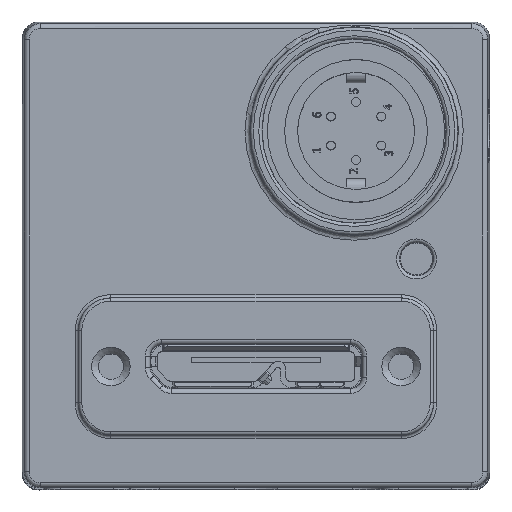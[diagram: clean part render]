
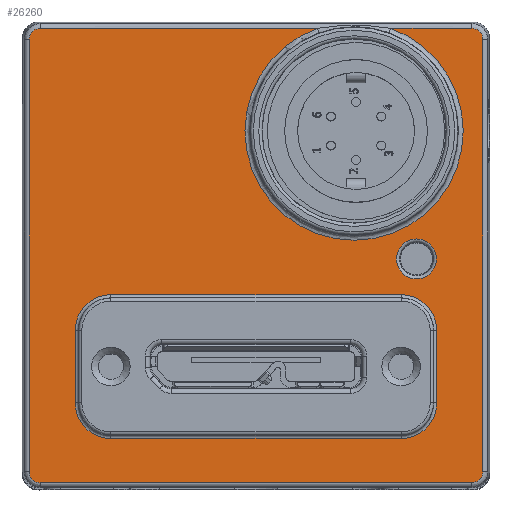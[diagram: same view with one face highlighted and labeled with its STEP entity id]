
A CAD part, top view. The second image highlights one B-rep face of the part: STEP entity #26260.
In plain terms, the highlighted planar face has unit normal (0, 0, 1).
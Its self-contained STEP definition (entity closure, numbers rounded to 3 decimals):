
#192=FACE_BOUND('',#8472,.T.);
#193=FACE_BOUND('',#8473,.T.);
#762=PLANE('',#27814);
#2513=LINE('',#40881,#4967);
#2514=LINE('',#40885,#4968);
#2515=LINE('',#40889,#4969);
#2516=LINE('',#40893,#4970);
#2517=LINE('',#40896,#4971);
#2518=LINE('',#40903,#4972);
#2519=LINE('',#40907,#4973);
#2520=LINE('',#40911,#4974);
#2521=LINE('',#40914,#4975);
#4967=VECTOR('',#32040,17.189);
#4968=VECTOR('',#32043,26.785);
#4969=VECTOR('',#32046,26.753);
#4970=VECTOR('',#32049,26.785);
#4971=VECTOR('',#32052,5.019);
#4972=VECTOR('',#32057,18.);
#4973=VECTOR('',#32060,4.5);
#4974=VECTOR('',#32063,18.);
#4975=VECTOR('',#32066,4.5);
#6240=ELLIPSE('',#27815,0.7,0.7);
#6241=ELLIPSE('',#27816,0.7,0.7);
#6242=ELLIPSE('',#27817,0.7,0.7);
#6243=ELLIPSE('',#27818,0.7,0.7);
#7089=FACE_OUTER_BOUND('',#8471,.T.);
#8471=EDGE_LOOP('',(#20422,#20423,#20424,#20425,#20426,#20427,#20428,#20429,
#20430,#20431));
#8472=EDGE_LOOP('',(#20432));
#8473=EDGE_LOOP('',(#20433,#20434,#20435,#20436,#20437,#20438,#20439,#20440));
#9435=CIRCLE('',#27813,6.768);
#9436=CIRCLE('',#27819,1.24);
#9437=CIRCLE('',#27820,2.211);
#9438=CIRCLE('',#27821,2.211);
#9439=CIRCLE('',#27822,2.211);
#9440=CIRCLE('',#27823,2.211);
#11701=VERTEX_POINT('',#40778);
#11705=VERTEX_POINT('',#40785);
#11706=VERTEX_POINT('',#40880);
#11707=VERTEX_POINT('',#40882);
#11708=VERTEX_POINT('',#40884);
#11709=VERTEX_POINT('',#40886);
#11710=VERTEX_POINT('',#40888);
#11711=VERTEX_POINT('',#40890);
#11712=VERTEX_POINT('',#40892);
#11713=VERTEX_POINT('',#40894);
#11714=VERTEX_POINT('',#40897);
#11715=VERTEX_POINT('',#40899);
#11716=VERTEX_POINT('',#40900);
#11717=VERTEX_POINT('',#40902);
#11718=VERTEX_POINT('',#40904);
#11719=VERTEX_POINT('',#40906);
#11720=VERTEX_POINT('',#40908);
#11721=VERTEX_POINT('',#40910);
#11722=VERTEX_POINT('',#40912);
#14851=EDGE_CURVE('',#11705,#11701,#9435,.T.);
#14854=EDGE_CURVE('',#11706,#11705,#2513,.T.);
#14855=EDGE_CURVE('',#11707,#11706,#6240,.T.);
#14856=EDGE_CURVE('',#11708,#11707,#2514,.T.);
#14857=EDGE_CURVE('',#11709,#11708,#6241,.T.);
#14858=EDGE_CURVE('',#11710,#11709,#2515,.T.);
#14859=EDGE_CURVE('',#11711,#11710,#6242,.T.);
#14860=EDGE_CURVE('',#11712,#11711,#2516,.T.);
#14861=EDGE_CURVE('',#11713,#11712,#6243,.T.);
#14862=EDGE_CURVE('',#11701,#11713,#2517,.T.);
#14863=EDGE_CURVE('',#11714,#11714,#9436,.T.);
#14864=EDGE_CURVE('',#11715,#11716,#9437,.T.);
#14865=EDGE_CURVE('',#11717,#11715,#2518,.T.);
#14866=EDGE_CURVE('',#11718,#11717,#9438,.T.);
#14867=EDGE_CURVE('',#11719,#11718,#2519,.T.);
#14868=EDGE_CURVE('',#11720,#11719,#9439,.T.);
#14869=EDGE_CURVE('',#11721,#11720,#2520,.T.);
#14870=EDGE_CURVE('',#11722,#11721,#9440,.T.);
#14871=EDGE_CURVE('',#11716,#11722,#2521,.T.);
#20422=ORIENTED_EDGE('',*,*,#14851,.F.);
#20423=ORIENTED_EDGE('',*,*,#14854,.F.);
#20424=ORIENTED_EDGE('',*,*,#14855,.F.);
#20425=ORIENTED_EDGE('',*,*,#14856,.F.);
#20426=ORIENTED_EDGE('',*,*,#14857,.F.);
#20427=ORIENTED_EDGE('',*,*,#14858,.F.);
#20428=ORIENTED_EDGE('',*,*,#14859,.F.);
#20429=ORIENTED_EDGE('',*,*,#14860,.F.);
#20430=ORIENTED_EDGE('',*,*,#14861,.F.);
#20431=ORIENTED_EDGE('',*,*,#14862,.F.);
#20432=ORIENTED_EDGE('',*,*,#14863,.F.);
#20433=ORIENTED_EDGE('',*,*,#14864,.F.);
#20434=ORIENTED_EDGE('',*,*,#14865,.F.);
#20435=ORIENTED_EDGE('',*,*,#14866,.F.);
#20436=ORIENTED_EDGE('',*,*,#14867,.F.);
#20437=ORIENTED_EDGE('',*,*,#14868,.F.);
#20438=ORIENTED_EDGE('',*,*,#14869,.F.);
#20439=ORIENTED_EDGE('',*,*,#14870,.F.);
#20440=ORIENTED_EDGE('',*,*,#14871,.F.);
#26260=ADVANCED_FACE('',(#7089,#192,#193),#762,.F.);
#27813=AXIS2_PLACEMENT_3D('',#40787,#32036,#32037);
#27814=AXIS2_PLACEMENT_3D('',#40879,#32038,#32039);
#27815=AXIS2_PLACEMENT_3D('',#40883,#32041,#32042);
#27816=AXIS2_PLACEMENT_3D('',#40887,#32044,#32045);
#27817=AXIS2_PLACEMENT_3D('',#40891,#32047,#32048);
#27818=AXIS2_PLACEMENT_3D('',#40895,#32050,#32051);
#27819=AXIS2_PLACEMENT_3D('',#40898,#32053,#32054);
#27820=AXIS2_PLACEMENT_3D('',#40901,#32055,#32056);
#27821=AXIS2_PLACEMENT_3D('',#40905,#32058,#32059);
#27822=AXIS2_PLACEMENT_3D('',#40909,#32061,#32062);
#27823=AXIS2_PLACEMENT_3D('',#40913,#32064,#32065);
#32036=DIRECTION('center_axis',(0.,0.,1.));
#32037=DIRECTION('ref_axis',(0.,-1.,0.));
#32038=DIRECTION('center_axis',(0.,0.,-1.));
#32039=DIRECTION('ref_axis',(-1.,0.,0.));
#32040=DIRECTION('',(1.,0.,0.));
#32041=DIRECTION('center_axis',(0.,0.,-1.));
#32042=DIRECTION('ref_axis',(-0.707,0.707,0.));
#32043=DIRECTION('',(0.,1.,0.));
#32044=DIRECTION('center_axis',(0.,0.,-1.));
#32045=DIRECTION('ref_axis',(-1.,0.,0.));
#32046=DIRECTION('',(-1.,0.,0.));
#32047=DIRECTION('center_axis',(0.,0.,-1.));
#32048=DIRECTION('ref_axis',(1.,0.,0.));
#32049=DIRECTION('',(0.,-1.,0.));
#32050=DIRECTION('center_axis',(0.,0.,-1.));
#32051=DIRECTION('ref_axis',(0.707,0.707,0.));
#32052=DIRECTION('',(1.,0.,0.));
#32053=DIRECTION('center_axis',(0.,0.,1.));
#32054=DIRECTION('ref_axis',(1.,0.,0.));
#32055=DIRECTION('center_axis',(0.,0.,1.));
#32056=DIRECTION('ref_axis',(0.707,-0.707,0.));
#32057=DIRECTION('',(1.,0.,0.));
#32058=DIRECTION('center_axis',(0.,0.,1.));
#32059=DIRECTION('ref_axis',(-0.707,-0.707,0.));
#32060=DIRECTION('',(0.,-1.,0.));
#32061=DIRECTION('center_axis',(0.,0.,1.));
#32062=DIRECTION('ref_axis',(-0.707,0.707,0.));
#32063=DIRECTION('',(-1.,0.,0.));
#32064=DIRECTION('center_axis',(0.,0.,1.));
#32065=DIRECTION('ref_axis',(0.707,0.707,0.));
#32066=DIRECTION('',(0.,1.,0.));
#40778=CARTESIAN_POINT('',(8.358,14.085,41.3));
#40785=CARTESIAN_POINT('',(3.812,14.085,41.3));
#40787=CARTESIAN_POINT('Origin',(6.085,7.71,41.3));
#40879=CARTESIAN_POINT('Origin',(0.,-0.012,41.3));
#40880=CARTESIAN_POINT('',(-13.377,14.085,41.3));
#40881=CARTESIAN_POINT('',(-13.377,14.085,41.3));
#40882=CARTESIAN_POINT('',(-14.077,13.385,41.3));
#40883=CARTESIAN_POINT('Origin',(-13.377,13.384,41.3));
#40884=CARTESIAN_POINT('',(-14.077,-13.4,41.3));
#40885=CARTESIAN_POINT('',(-14.077,-13.4,41.3));
#40886=CARTESIAN_POINT('',(-13.377,-14.1,41.3));
#40887=CARTESIAN_POINT('Origin',(-13.377,-13.4,41.3));
#40888=CARTESIAN_POINT('',(13.377,-14.1,41.3));
#40889=CARTESIAN_POINT('',(13.377,-14.1,41.3));
#40890=CARTESIAN_POINT('',(14.077,-13.4,41.3));
#40891=CARTESIAN_POINT('Origin',(13.377,-13.4,41.3));
#40892=CARTESIAN_POINT('',(14.077,13.385,41.3));
#40893=CARTESIAN_POINT('',(14.077,13.385,41.3));
#40894=CARTESIAN_POINT('',(13.377,14.085,41.3));
#40895=CARTESIAN_POINT('Origin',(13.377,13.384,41.3));
#40896=CARTESIAN_POINT('',(8.358,14.085,41.3));
#40897=CARTESIAN_POINT('',(11.19,-0.22,41.3));
#40898=CARTESIAN_POINT('Origin',(9.95,-0.22,41.3));
#40899=CARTESIAN_POINT('',(9.,-11.356,41.3));
#40900=CARTESIAN_POINT('',(11.211,-9.145,41.3));
#40901=CARTESIAN_POINT('Origin',(9.,-9.145,41.3));
#40902=CARTESIAN_POINT('',(-9.,-11.356,41.3));
#40903=CARTESIAN_POINT('',(-9.,-11.356,41.3));
#40904=CARTESIAN_POINT('',(-11.211,-9.145,41.3));
#40905=CARTESIAN_POINT('Origin',(-9.,-9.145,41.3));
#40906=CARTESIAN_POINT('',(-11.211,-4.645,41.3));
#40907=CARTESIAN_POINT('',(-11.211,-4.645,41.3));
#40908=CARTESIAN_POINT('',(-9.,-2.434,41.3));
#40909=CARTESIAN_POINT('Origin',(-9.,-4.645,41.3));
#40910=CARTESIAN_POINT('',(9.,-2.434,41.3));
#40911=CARTESIAN_POINT('',(9.,-2.434,41.3));
#40912=CARTESIAN_POINT('',(11.211,-4.645,41.3));
#40913=CARTESIAN_POINT('Origin',(9.,-4.645,41.3));
#40914=CARTESIAN_POINT('',(11.211,-9.145,41.3));
